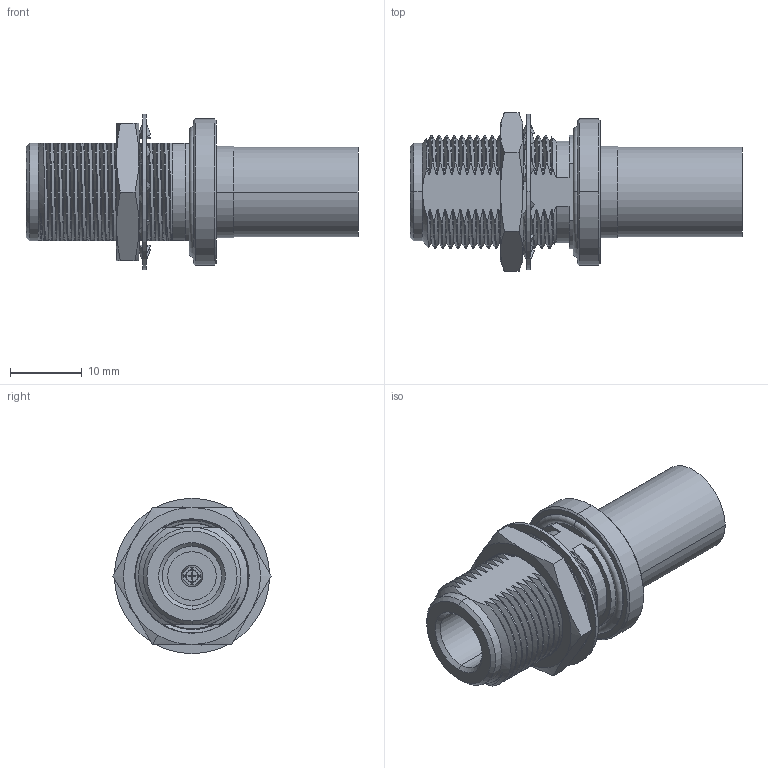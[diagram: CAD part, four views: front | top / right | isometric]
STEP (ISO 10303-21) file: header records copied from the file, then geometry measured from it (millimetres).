
FILE_DESCRIPTION (( 'STEP AP203' ), '1' );
FILE_NAME ('PE4940.step', '2019-05-22T20:04:24', ( '' ), ( '' ), 'SwSTEP 2.0', 'SolidWorks 2018', '' );
FILE_SCHEMA (( 'CONFIG_CONTROL_DESIGN' ));
Products named in the file (1): PE4940
Bounding box: 46.15 x 22 x 21.59 mm (x, y, z)
Volume: 6746.2 mm3; surface area: 7385.3 mm2
Topology: 8 solids, 8 shells, 390 faces, 1070 edges, 701 vertices
Faces by surface type: bspline 152, cylinder 111, plane 62, cone 61, torus 4
Entity records: 83496 total; most frequent: CARTESIAN_POINT 75219, ORIENTED_EDGE 2140, DIRECTION 1206, EDGE_CURVE 1070, VERTEX_POINT 701, AXIS2_PLACEMENT_3D 451, EDGE_LOOP 409, ADVANCED_FACE 390
